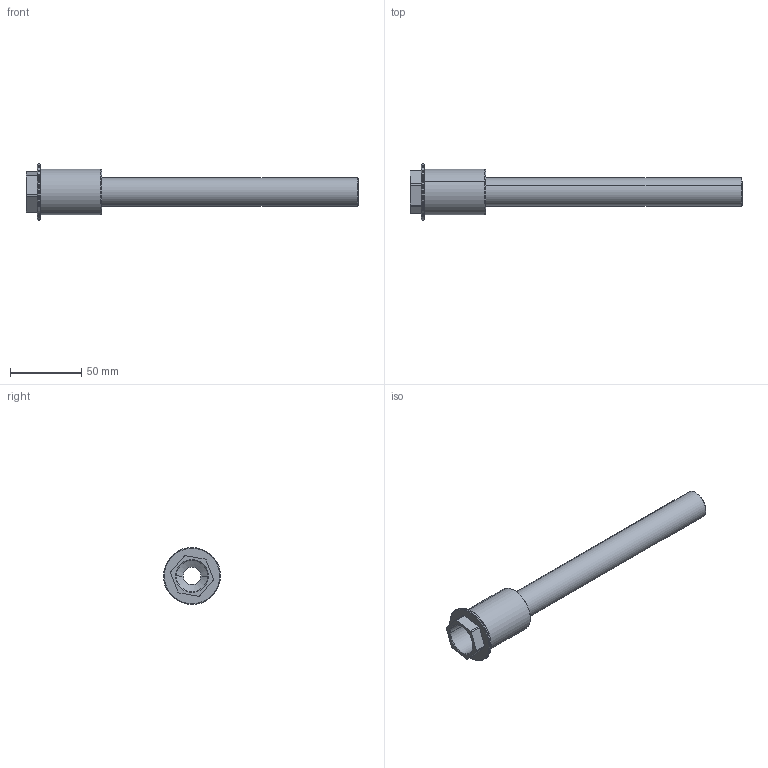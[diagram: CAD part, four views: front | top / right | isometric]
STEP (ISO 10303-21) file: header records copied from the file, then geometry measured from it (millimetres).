
FILE_DESCRIPTION(('CATIA V5 STEP Exchange','CAx-IF Rec.Pracs.--- Model Styling and Organization---1.4--- 2014-01-23','CAx-IF Rec.Pracs.---3D Tessellated Data Validation Properties---0.5---2014-09-14'),'2;1');
FILE_NAME('Axe de roue-INDA.stp','2024-05-27T13:44:16+00:00',('none'),('none'),'CATIA Version 5-6 Release 2019 SP3','CATIA V5 STEP AP242 v1','none');
FILE_SCHEMA(('AP242_MANAGED_MODEL_BASED_3D_ENGINEERING_MIM_LF {1 0 10303 442 1 1 4}'));
Length unit declared in the file: millimetre
Products named in the file (1): Axe de roue
Bounding box: 233 x 39.99 x 39.99 mm (x, y, z)
Volume: 57504.9 mm3; surface area: 29204.7 mm2
Topology: 1 solids, 1 shells, 44 faces, 98 edges, 60 vertices
Faces by surface type: cylinder 18, cone 14, plane 12
Entity records: 1164 total; most frequent: CARTESIAN_POINT 196, ORIENTED_EDGE 196, DIRECTION 172, EDGE_CURVE 98, AXIS2_PLACEMENT_3D 86, VERTEX_POINT 60, VECTOR 50, LINE 50
